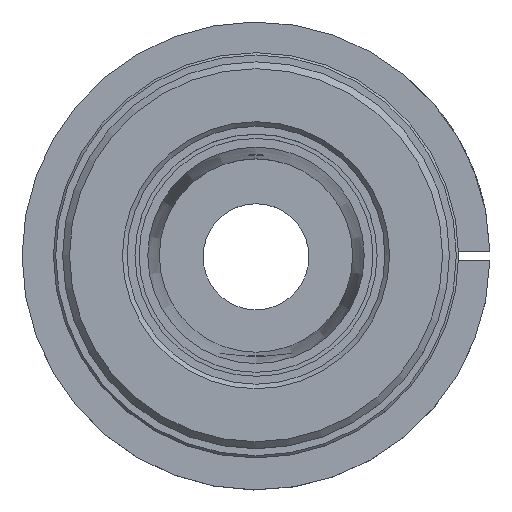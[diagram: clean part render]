
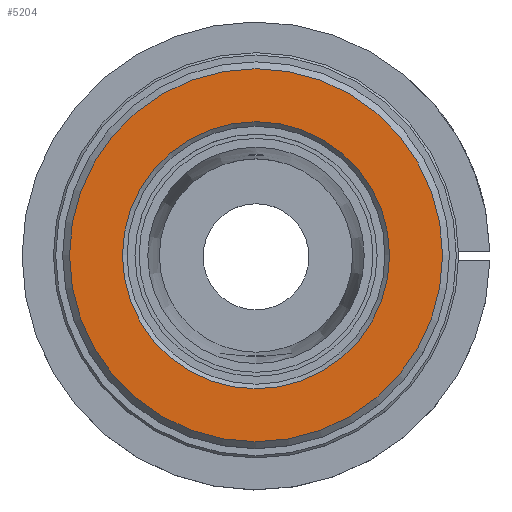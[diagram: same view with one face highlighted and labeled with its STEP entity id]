
A CAD part, top view. The second image highlights one B-rep face of the part: STEP entity #5204.
In plain terms, the highlighted planar face has unit normal (0, 0, 1).
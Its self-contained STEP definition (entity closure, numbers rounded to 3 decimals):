
#287=FACE_BOUND('',#1126,.T.);
#384=PLANE('',#5767);
#766=FACE_OUTER_BOUND('',#1125,.T.);
#1125=EDGE_LOOP('',(#4617));
#1126=EDGE_LOOP('',(#4618));
#1295=CIRCLE('',#5465,20.25);
#1451=CIRCLE('',#5766,14.5);
#2224=VERTEX_POINT('',#8125);
#2527=VERTEX_POINT('',#13712);
#2806=EDGE_CURVE('',#2224,#2224,#1295,.T.);
#3248=EDGE_CURVE('',#2527,#2527,#1451,.T.);
#4617=ORIENTED_EDGE('',*,*,#2806,.F.);
#4618=ORIENTED_EDGE('',*,*,#3248,.F.);
#5204=ADVANCED_FACE('',(#766,#287),#384,.T.);
#5465=AXIS2_PLACEMENT_3D('',#8127,#6283,#6284);
#5766=AXIS2_PLACEMENT_3D('',#13714,#7069,#7070);
#5767=AXIS2_PLACEMENT_3D('',#13715,#7071,#7072);
#6283=DIRECTION('center_axis',(0.,0.,-1.));
#6284=DIRECTION('ref_axis',(0.,-1.,0.));
#7069=DIRECTION('center_axis',(0.,0.,1.));
#7070=DIRECTION('ref_axis',(0.,-1.,0.));
#7071=DIRECTION('center_axis',(0.,0.,1.));
#7072=DIRECTION('ref_axis',(1.,0.,0.));
#8125=CARTESIAN_POINT('',(0.,20.25,104.868));
#8127=CARTESIAN_POINT('Origin',(0.,0.,104.868));
#13712=CARTESIAN_POINT('',(0.,14.5,104.868));
#13714=CARTESIAN_POINT('Origin',(0.,0.,104.868));
#13715=CARTESIAN_POINT('Origin',(0.,16.5,104.868));
